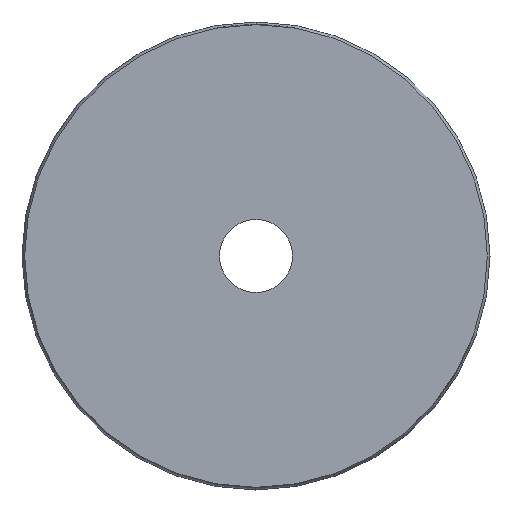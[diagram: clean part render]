
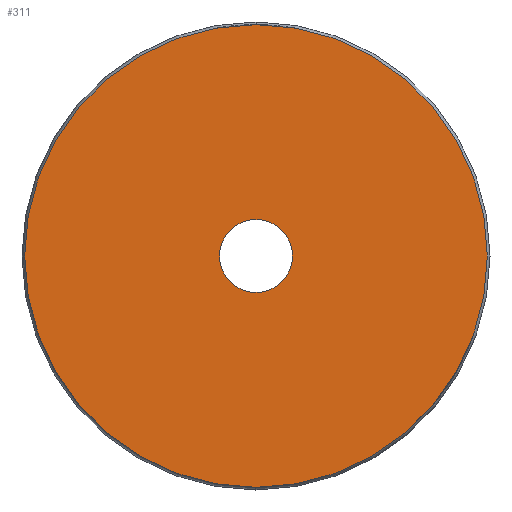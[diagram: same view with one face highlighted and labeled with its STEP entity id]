
A CAD part, left-side view. The second image highlights one B-rep face of the part: STEP entity #311.
In plain terms, the highlighted planar face has unit normal (-1, 0, 0).
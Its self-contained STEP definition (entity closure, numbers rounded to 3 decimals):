
#311=ADVANCED_FACE('NONE',(#698,#699),#700,.T.);
#698=FACE_OUTER_BOUND('',#1178,.T.);
#699=FACE_BOUND('',#1179,.T.);
#700=PLANE('',#1180);
#1178=EDGE_LOOP('',(#2008,#2009));
#1179=EDGE_LOOP('',(#2010,#2011));
#1180=AXIS2_PLACEMENT_3D('',#2012,#2013,#2014);
#2008=ORIENTED_EDGE('',*,*,#2855,.T.);
#2009=ORIENTED_EDGE('',*,*,#2956,.T.);
#2010=ORIENTED_EDGE('',*,*,#2926,.F.);
#2011=ORIENTED_EDGE('',*,*,#2954,.F.);
#2012=CARTESIAN_POINT('',(0.0,-9.5,0.0));
#2013=DIRECTION('',(-1.0,0.0,0.0));
#2014=DIRECTION('',(0.0,0.0,-1.0));
#2855=EDGE_CURVE('NONE',#3416,#3423,#3425,.T.);
#2926=EDGE_CURVE('NONE',#3529,#3532,#3533,.T.);
#2954=EDGE_CURVE('NONE',#3532,#3529,#3571,.T.);
#2956=EDGE_CURVE('NONE',#3423,#3416,#3573,.T.);
#3416=VERTEX_POINT('NONE',#4238);
#3423=VERTEX_POINT('',#4264);
#3425=CIRCLE('',#4267,9.5);
#3529=VERTEX_POINT('NONE',#4371);
#3532=VERTEX_POINT('',#4375);
#3533=CIRCLE('',#4376,1.5);
#3571=CIRCLE('',#4469,1.5);
#3573=CIRCLE('',#4471,9.5);
#4238=CARTESIAN_POINT('',(0.0,0.0,-9.5));
#4264=CARTESIAN_POINT('',(0.0,0.,9.5));
#4267=AXIS2_PLACEMENT_3D('',#5146,#5147,#5148);
#4371=CARTESIAN_POINT('',(0.0,0.0,-1.5));
#4375=CARTESIAN_POINT('',(0.0,0.,1.5));
#4376=AXIS2_PLACEMENT_3D('',#5303,#5304,#5305);
#4469=AXIS2_PLACEMENT_3D('',#5345,#5346,#5347);
#4471=AXIS2_PLACEMENT_3D('',#5348,#5349,#5350);
#5146=CARTESIAN_POINT('',(0.0,0.0,0.0));
#5147=DIRECTION('',(-1.0,-0.0,-0.0));
#5148=DIRECTION('',(0.0,0.0,-1.0));
#5303=CARTESIAN_POINT('',(0.0,0.0,0.0));
#5304=DIRECTION('',(-1.0,0.0,0.0));
#5305=DIRECTION('',(0.0,0.0,-1.0));
#5345=CARTESIAN_POINT('',(0.0,0.0,0.0));
#5346=DIRECTION('',(-1.0,0.0,0.0));
#5347=DIRECTION('',(0.0,0.0,-1.0));
#5348=CARTESIAN_POINT('',(0.0,0.0,0.0));
#5349=DIRECTION('',(-1.0,-0.0,-0.0));
#5350=DIRECTION('',(0.0,0.0,-1.0));
